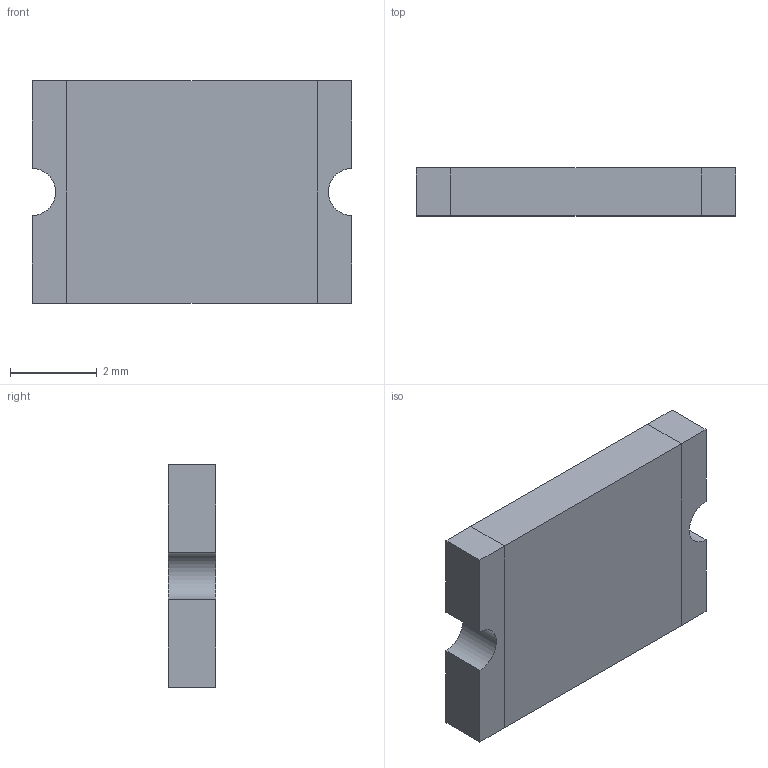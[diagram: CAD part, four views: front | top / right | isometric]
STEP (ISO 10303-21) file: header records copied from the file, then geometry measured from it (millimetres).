
FILE_DESCRIPTION(/* description */ (''),/* implementation_level */ '2;1');
FILE_NAME(/* name */ 'TLC-LSMD185.step',/* time_stamp */ '2021-03-20T19:34:19-06:00',/* author */ (''),/* organization */ (''),/* preprocessor_version */ 'ST-DEVELOPER v18.1',/* originating_system */ 'Autodesk Translation Framework v9.10.0.1330',/* authorisation */ '');
FILE_SCHEMA (('AUTOMOTIVE_DESIGN { 1 0 10303 214 3 1 1 }'));
Length unit declared in the file: millimetre
Products named in the file (1): TLC-LSMD185
Bounding box: 7.36 x 1.1 x 5.12 mm (x, y, z)
Volume: 40.4 mm3; surface area: 125.5 mm2
Topology: 3 solids, 3 shells, 100 faces, 264 edges, 176 vertices
Faces by surface type: bspline 52, plane 46, cylinder 2
Entity records: 3601 total; most frequent: CARTESIAN_POINT 1425, ORIENTED_EDGE 528, EDGE_CURVE 264, DIRECTION 262, VERTEX_POINT 176, LINE 156, VECTOR 156, EDGE_LOOP 106
